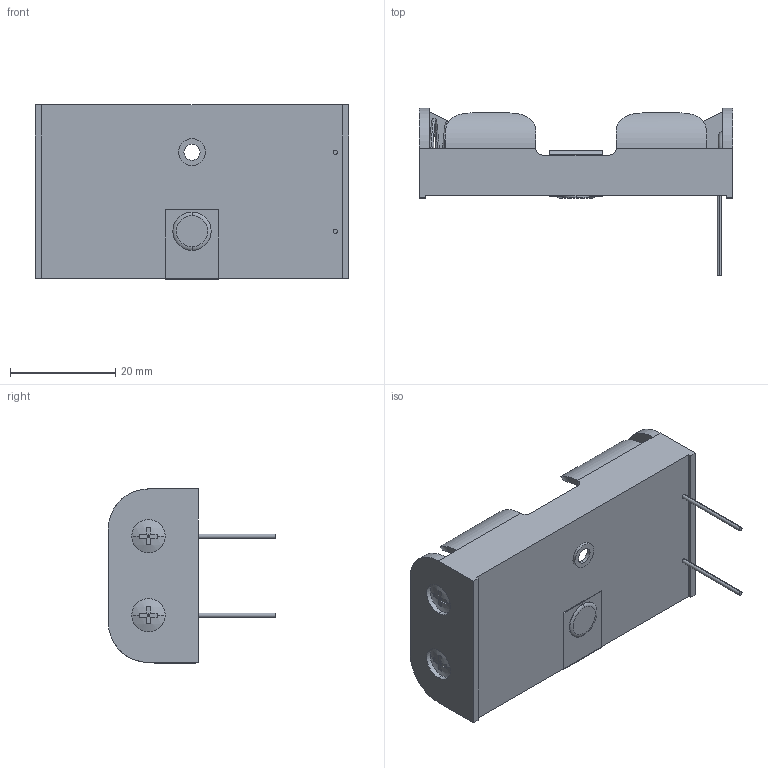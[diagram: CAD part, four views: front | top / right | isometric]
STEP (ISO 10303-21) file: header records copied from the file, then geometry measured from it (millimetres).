
FILE_DESCRIPTION (( 'STEP AP214' ), '1' );
FILE_NAME ('2462RB.STEP', '2020-05-25T18:23:34', ( '' ), ( '' ), 'SwSTEP 2.0', 'SolidWorks 2017', '' );
FILE_SCHEMA (( 'AUTOMOTIVE_DESIGN' ));
Length unit declared in the file: inch
Products named in the file (1): 2462RB
Bounding box: 59.51 x 31.75 x 33.05 mm (x, y, z)
Volume: 6130.9 mm3; surface area: 11476.6 mm2
Topology: 6 solids, 6 shells, 282 faces, 737 edges, 476 vertices
Faces by surface type: plane 181, cylinder 69, torus 18, sphere 8, bspline 6
Entity records: 13416 total; most frequent: CARTESIAN_POINT 6236, DIRECTION 1479, ORIENTED_EDGE 1474, EDGE_CURVE 737, AXIS2_PLACEMENT_3D 511, VERTEX_POINT 476, VECTOR 457, LINE 457
